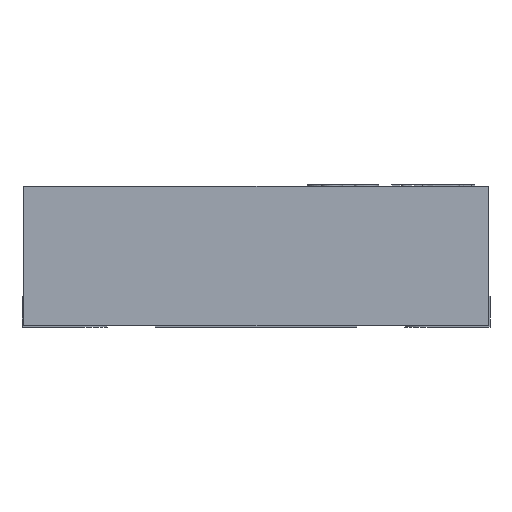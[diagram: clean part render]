
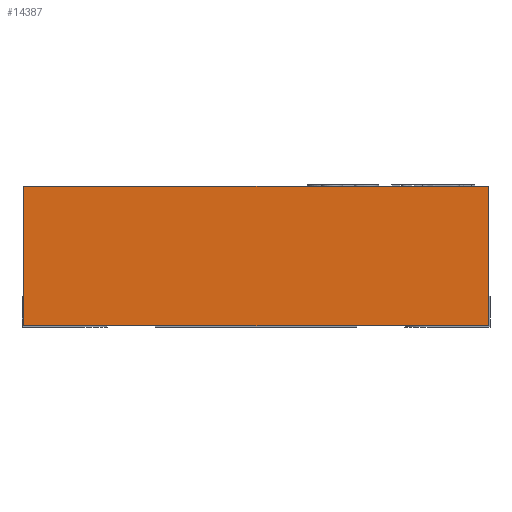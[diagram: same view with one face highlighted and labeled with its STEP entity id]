
A CAD part, front view. The second image highlights one B-rep face of the part: STEP entity #14387.
In plain terms, the highlighted planar face has unit normal (0, -1, 0).
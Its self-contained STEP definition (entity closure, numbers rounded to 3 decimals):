
#429 = DIRECTION ( 'NONE',  ( 1., 0., 0. ) ) ;
#455 = LINE ( 'NONE', #8389, #1283 ) ;
#499 = EDGE_CURVE ( 'NONE', #9199, #13327, #4441, .T. ) ;
#1123 = EDGE_CURVE ( 'NONE', #9050, #9199, #9450, .T. ) ;
#1217 = ORIENTED_EDGE ( 'NONE', *, *, #1123, .T. ) ;
#1283 = VECTOR ( 'NONE', #16239, 1000. ) ;
#2096 = PLANE ( 'NONE',  #5902 ) ;
#2254 = ORIENTED_EDGE ( 'NONE', *, *, #499, .T. ) ;
#2340 = DIRECTION ( 'NONE',  ( 0., 0., 1. ) ) ;
#2588 = CARTESIAN_POINT ( 'NONE',  ( 1.5, -1.5, 0.01 ) ) ;
#2695 = CARTESIAN_POINT ( 'NONE',  ( -1.5, -1.5, 0.01 ) ) ;
#3647 = CARTESIAN_POINT ( 'NONE',  ( 1.5, -1.5, 0.91 ) ) ;
#4441 = LINE ( 'NONE', #12244, #13905 ) ;
#5752 = LINE ( 'NONE', #11045, #8098 ) ;
#5902 = AXIS2_PLACEMENT_3D ( 'NONE', #8747, #11305, #2340 ) ;
#6680 = CARTESIAN_POINT ( 'NONE',  ( -1.5, -1.5, 0.91 ) ) ;
#7452 = FACE_OUTER_BOUND ( 'NONE', #10582, .T. ) ;
#7527 = VECTOR ( 'NONE', #13199, 1000. ) ;
#8098 = VECTOR ( 'NONE', #8405, 1000. ) ;
#8389 = CARTESIAN_POINT ( 'NONE',  ( -1.5, -1.5, 0.91 ) ) ;
#8405 = DIRECTION ( 'NONE',  ( 0., 0., -1. ) ) ;
#8747 = CARTESIAN_POINT ( 'NONE',  ( -1.5, -1.5, 0.91 ) ) ;
#9050 = VERTEX_POINT ( 'NONE', #13830 ) ;
#9199 = VERTEX_POINT ( 'NONE', #2695 ) ;
#9450 = LINE ( 'NONE', #6680, #7527 ) ;
#9895 = EDGE_CURVE ( 'NONE', #13032, #13327, #5752, .T. ) ;
#10240 = EDGE_CURVE ( 'NONE', #9050, #13032, #455, .T. ) ;
#10582 = EDGE_LOOP ( 'NONE', ( #2254, #12858, #11469, #1217 ) ) ;
#11045 = CARTESIAN_POINT ( 'NONE',  ( 1.5, -1.5, 0.91 ) ) ;
#11305 = DIRECTION ( 'NONE',  ( 0., 1., 0. ) ) ;
#11469 = ORIENTED_EDGE ( 'NONE', *, *, #10240, .F. ) ;
#12244 = CARTESIAN_POINT ( 'NONE',  ( -1.5, -1.5, 0.01 ) ) ;
#12858 = ORIENTED_EDGE ( 'NONE', *, *, #9895, .F. ) ;
#13032 = VERTEX_POINT ( 'NONE', #3647 ) ;
#13199 = DIRECTION ( 'NONE',  ( 0., 0., -1. ) ) ;
#13327 = VERTEX_POINT ( 'NONE', #2588 ) ;
#13830 = CARTESIAN_POINT ( 'NONE',  ( -1.5, -1.5, 0.91 ) ) ;
#13905 = VECTOR ( 'NONE', #429, 1000. ) ;
#14387 = ADVANCED_FACE ( 'NONE', ( #7452 ), #2096, .F. ) ;
#16239 = DIRECTION ( 'NONE',  ( 1., 0., 0. ) ) ;
